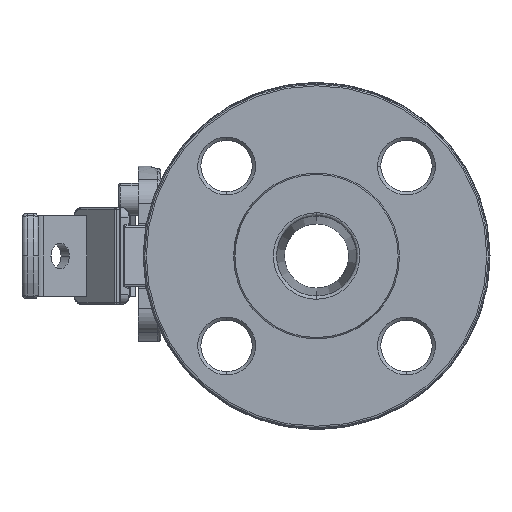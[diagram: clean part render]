
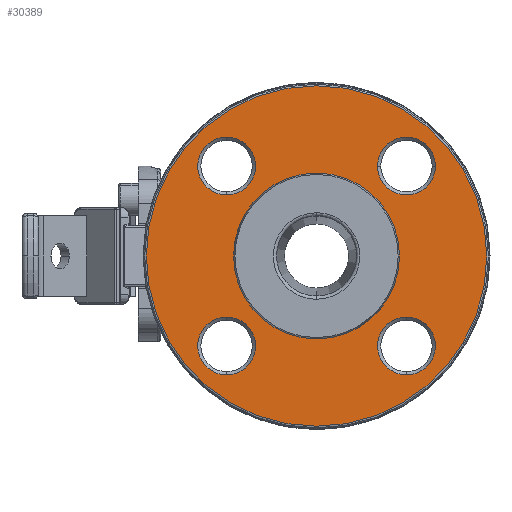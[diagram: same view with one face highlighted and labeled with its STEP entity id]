
A CAD part, left-side view. The second image highlights one B-rep face of the part: STEP entity #30389.
In plain terms, the highlighted planar face has unit normal (-1, 0, 0).
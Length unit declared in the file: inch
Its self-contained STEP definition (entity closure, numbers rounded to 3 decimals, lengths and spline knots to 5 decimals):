
#953 = CIRCLE ( 'NONE', #32965, 2.08661 ) ;
#984 = EDGE_CURVE ( 'NONE', #25265, #23075, #953, .T. ) ;
#1329 = CIRCLE ( 'NONE', #26040, 0.35433 ) ;
#1545 = VERTEX_POINT ( 'NONE', #23488 ) ;
#1885 = FACE_BOUND ( 'NONE', #27859, .T. ) ;
#2382 = DIRECTION ( 'NONE',  ( 1., 0., 0. ) ) ;
#2504 = CARTESIAN_POINT ( 'NONE',  ( -2.37851, -2.41064, 0. ) ) ;
#2636 = CARTESIAN_POINT ( 'NONE',  ( -2.37851, 0.7784, 1.10242 ) ) ;
#2706 = ORIENTED_EDGE ( 'NONE', *, *, #29859, .T. ) ;
#3898 = DIRECTION ( 'NONE',  ( -1., 0., 0. ) ) ;
#3929 = DIRECTION ( 'NONE',  ( 1., 0., 0. ) ) ;
#4004 = CARTESIAN_POINT ( 'NONE',  ( -2.37851, -1.42644, 1.10242 ) ) ;
#4015 = VERTEX_POINT ( 'NONE', #32208 ) ;
#4053 = EDGE_LOOP ( 'NONE', ( #19583, #27648 ) ) ;
#4636 = VERTEX_POINT ( 'NONE', #13101 ) ;
#5715 = DIRECTION ( 'NONE',  ( 1., 0., 0. ) ) ;
#5820 = CARTESIAN_POINT ( 'NONE',  ( -2.37851, 0.7784, 0.74809 ) ) ;
#6641 = DIRECTION ( 'NONE',  ( 0., 0., 1. ) ) ;
#6854 = DIRECTION ( 'NONE',  ( 1., 0., 0. ) ) ;
#6916 = DIRECTION ( 'NONE',  ( 0., -1., 0. ) ) ;
#7113 = CIRCLE ( 'NONE', #26475, 0.35433 ) ;
#8644 = ORIENTED_EDGE ( 'NONE', *, *, #984, .F. ) ;
#9183 = VERTEX_POINT ( 'NONE', #35309 ) ;
#9366 = CARTESIAN_POINT ( 'NONE',  ( -2.37851, -2.41064, 0. ) ) ;
#9403 = ORIENTED_EDGE ( 'NONE', *, *, #20162, .T. ) ;
#9573 = CARTESIAN_POINT ( 'NONE',  ( -2.37851, 0.7784, -1.10242 ) ) ;
#10374 = DIRECTION ( 'NONE',  ( 0., 1., 0. ) ) ;
#10481 = DIRECTION ( 'NONE',  ( 1., 0., 0. ) ) ;
#10904 = EDGE_LOOP ( 'NONE', ( #22566, #38615 ) ) ;
#10975 = AXIS2_PLACEMENT_3D ( 'NONE', #25310, #24665, #37621 ) ;
#11065 = AXIS2_PLACEMENT_3D ( 'NONE', #4004, #10481, #6916 ) ;
#11717 = DIRECTION ( 'NONE',  ( 1., 0., 0. ) ) ;
#11922 = FACE_BOUND ( 'NONE', #16211, .T. ) ;
#11936 = CARTESIAN_POINT ( 'NONE',  ( -2.37851, 0.7784, -1.45675 ) ) ;
#11950 = VERTEX_POINT ( 'NONE', #5820 ) ;
#12477 = AXIS2_PLACEMENT_3D ( 'NONE', #29585, #38980, #10374 ) ;
#12540 = EDGE_LOOP ( 'NONE', ( #2706, #25419 ) ) ;
#12652 = DIRECTION ( 'NONE',  ( -1., 0., 0. ) ) ;
#12728 = CIRCLE ( 'NONE', #20054, 0.35433 ) ;
#13101 = CARTESIAN_POINT ( 'NONE',  ( -2.37851, -1.78077, 1.10242 ) ) ;
#13538 = DIRECTION ( 'NONE',  ( 0., -1., 0. ) ) ;
#13722 = CARTESIAN_POINT ( 'NONE',  ( -2.37851, -1.42644, -0.74809 ) ) ;
#15375 = EDGE_CURVE ( 'NONE', #28660, #11950, #38364, .T. ) ;
#15793 = DIRECTION ( 'NONE',  ( 0., 0., 1. ) ) ;
#15820 = AXIS2_PLACEMENT_3D ( 'NONE', #41234, #12652, #27902 ) ;
#16211 = EDGE_LOOP ( 'NONE', ( #28781, #24688 ) ) ;
#16726 = CARTESIAN_POINT ( 'NONE',  ( -2.37851, -1.42644, -1.10242 ) ) ;
#16950 = EDGE_CURVE ( 'NONE', #11950, #28660, #7113, .T. ) ;
#17353 = AXIS2_PLACEMENT_3D ( 'NONE', #30178, #2382, #20579 ) ;
#17410 = CIRCLE ( 'NONE', #40705, 1.01693 ) ;
#17487 = CIRCLE ( 'NONE', #28125, 0.35433 ) ;
#17637 = CIRCLE ( 'NONE', #39625, 0.35433 ) ;
#19209 = DIRECTION ( 'NONE',  ( 1., 0., 0. ) ) ;
#19583 = ORIENTED_EDGE ( 'NONE', *, *, #24798, .F. ) ;
#20054 = AXIS2_PLACEMENT_3D ( 'NONE', #23329, #3929, #13538 ) ;
#20162 = EDGE_CURVE ( 'NONE', #1545, #27251, #17637, .T. ) ;
#20579 = DIRECTION ( 'NONE',  ( 0., 0., 1. ) ) ;
#21520 = CARTESIAN_POINT ( 'NONE',  ( -2.37851, -1.34095, 0. ) ) ;
#21660 = DIRECTION ( 'NONE',  ( 1., 0., 0. ) ) ;
#22566 = ORIENTED_EDGE ( 'NONE', *, *, #23541, .T. ) ;
#23075 = VERTEX_POINT ( 'NONE', #30768 ) ;
#23329 = CARTESIAN_POINT ( 'NONE',  ( -2.37851, -1.42644, 1.10242 ) ) ;
#23385 = DIRECTION ( 'NONE',  ( 1., 0., 0. ) ) ;
#23488 = CARTESIAN_POINT ( 'NONE',  ( -2.37851, 0.7784, -0.74809 ) ) ;
#23541 = EDGE_CURVE ( 'NONE', #4636, #9183, #39055, .T. ) ;
#24442 = DIRECTION ( 'NONE',  ( 0., 0., -1. ) ) ;
#24576 = EDGE_CURVE ( 'NONE', #23075, #25265, #26465, .T. ) ;
#24665 = DIRECTION ( 'NONE',  ( 1., 0., 0. ) ) ;
#24688 = ORIENTED_EDGE ( 'NONE', *, *, #16950, .T. ) ;
#24798 = EDGE_CURVE ( 'NONE', #37650, #30555, #25835, .T. ) ;
#25265 = VERTEX_POINT ( 'NONE', #9366 ) ;
#25310 = CARTESIAN_POINT ( 'NONE',  ( -2.37851, 0.7784, 1.10242 ) ) ;
#25419 = ORIENTED_EDGE ( 'NONE', *, *, #38861, .T. ) ;
#25835 = CIRCLE ( 'NONE', #15820, 1.01693 ) ;
#26040 = AXIS2_PLACEMENT_3D ( 'NONE', #16726, #23385, #36150 ) ;
#26095 = EDGE_CURVE ( 'NONE', #27251, #1545, #35365, .T. ) ;
#26428 = EDGE_LOOP ( 'NONE', ( #40485, #8644 ) ) ;
#26465 = CIRCLE ( 'NONE', #12477, 2.08661 ) ;
#26475 = AXIS2_PLACEMENT_3D ( 'NONE', #2636, #21660, #15793 ) ;
#27251 = VERTEX_POINT ( 'NONE', #11936 ) ;
#27648 = ORIENTED_EDGE ( 'NONE', *, *, #29164, .F. ) ;
#27859 = EDGE_LOOP ( 'NONE', ( #9403, #37342 ) ) ;
#27902 = DIRECTION ( 'NONE',  ( 0., 1., 0. ) ) ;
#27992 = FACE_BOUND ( 'NONE', #4053, .T. ) ;
#28044 = CARTESIAN_POINT ( 'NONE',  ( -2.37851, -1.42644, -1.10242 ) ) ;
#28125 = AXIS2_PLACEMENT_3D ( 'NONE', #28044, #5715, #37039 ) ;
#28617 = EDGE_CURVE ( 'NONE', #9183, #4636, #12728, .T. ) ;
#28660 = VERTEX_POINT ( 'NONE', #29609 ) ;
#28781 = ORIENTED_EDGE ( 'NONE', *, *, #15375, .T. ) ;
#29164 = EDGE_CURVE ( 'NONE', #30555, #37650, #17410, .T. ) ;
#29217 = DIRECTION ( 'NONE',  ( 0., 1., 0. ) ) ;
#29585 = CARTESIAN_POINT ( 'NONE',  ( -2.37851, -0.32402, 0. ) ) ;
#29609 = CARTESIAN_POINT ( 'NONE',  ( -2.37851, 0.7784, 1.45675 ) ) ;
#29619 = AXIS2_PLACEMENT_3D ( 'NONE', #2504, #11717, #24442 ) ;
#29859 = EDGE_CURVE ( 'NONE', #32570, #4015, #17487, .T. ) ;
#30178 = CARTESIAN_POINT ( 'NONE',  ( -2.37851, 0.7784, -1.10242 ) ) ;
#30389 = ADVANCED_FACE ( 'NONE', ( #27992, #31146, #1885, #11922, #30714, #40499 ), #40294, .F. ) ;
#30555 = VERTEX_POINT ( 'NONE', #21520 ) ;
#30714 = FACE_BOUND ( 'NONE', #12540, .T. ) ;
#30768 = CARTESIAN_POINT ( 'NONE',  ( -2.37851, 1.76259, 0. ) ) ;
#31146 = FACE_OUTER_BOUND ( 'NONE', #26428, .T. ) ;
#32165 = CARTESIAN_POINT ( 'NONE',  ( -2.37851, -0.32402, 0. ) ) ;
#32208 = CARTESIAN_POINT ( 'NONE',  ( -2.37851, -1.42644, -1.45675 ) ) ;
#32570 = VERTEX_POINT ( 'NONE', #13722 ) ;
#32965 = AXIS2_PLACEMENT_3D ( 'NONE', #32165, #6854, #29217 ) ;
#35057 = CARTESIAN_POINT ( 'NONE',  ( -2.37851, -0.32402, 0. ) ) ;
#35309 = CARTESIAN_POINT ( 'NONE',  ( -2.37851, -1.07211, 1.10242 ) ) ;
#35365 = CIRCLE ( 'NONE', #17353, 0.35433 ) ;
#35540 = CARTESIAN_POINT ( 'NONE',  ( -2.37851, 0.69291, 0. ) ) ;
#36150 = DIRECTION ( 'NONE',  ( 0., 0., 1. ) ) ;
#37039 = DIRECTION ( 'NONE',  ( 0., 0., 1. ) ) ;
#37342 = ORIENTED_EDGE ( 'NONE', *, *, #26095, .T. ) ;
#37621 = DIRECTION ( 'NONE',  ( 0., 0., 1. ) ) ;
#37650 = VERTEX_POINT ( 'NONE', #35540 ) ;
#38364 = CIRCLE ( 'NONE', #10975, 0.35433 ) ;
#38615 = ORIENTED_EDGE ( 'NONE', *, *, #28617, .T. ) ;
#38764 = DIRECTION ( 'NONE',  ( 0., 1., 0. ) ) ;
#38861 = EDGE_CURVE ( 'NONE', #4015, #32570, #1329, .T. ) ;
#38980 = DIRECTION ( 'NONE',  ( 1., 0., 0. ) ) ;
#39055 = CIRCLE ( 'NONE', #11065, 0.35433 ) ;
#39625 = AXIS2_PLACEMENT_3D ( 'NONE', #9573, #19209, #6641 ) ;
#40294 = PLANE ( 'NONE',  #29619 ) ;
#40485 = ORIENTED_EDGE ( 'NONE', *, *, #24576, .F. ) ;
#40499 = FACE_BOUND ( 'NONE', #10904, .T. ) ;
#40705 = AXIS2_PLACEMENT_3D ( 'NONE', #35057, #3898, #38764 ) ;
#41234 = CARTESIAN_POINT ( 'NONE',  ( -2.37851, -0.32402, 0. ) ) ;
